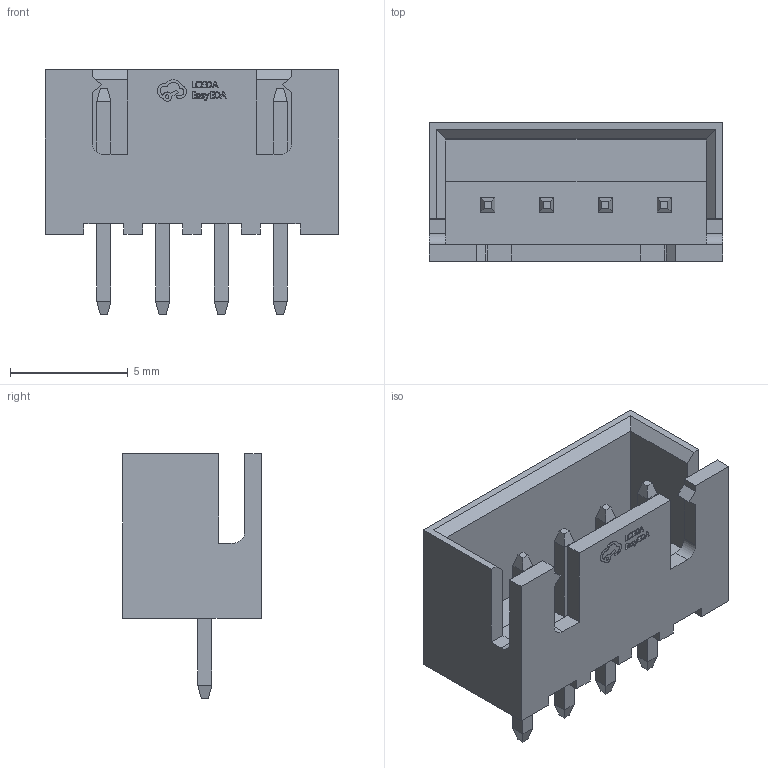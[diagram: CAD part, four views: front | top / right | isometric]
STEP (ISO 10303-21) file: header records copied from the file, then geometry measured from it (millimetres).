
FILE_DESCRIPTION (( 'STEP AP214' ), '1' );
FILE_NAME ('CONN-TH_WF-1A254A4P-R.STEP', '2024-11-14T08:27:47', ( 'User' ), ( 'China' ), 'SwSTEP 2.0', 'SolidWorks 2020', '' );
FILE_SCHEMA (( 'AUTOMOTIVE_DESIGN' ));
Length unit declared in the file: millimetre
Products named in the file (1): CONN-TH_WF-1A254A4P-R
Bounding box: 12.5 x 5.91 x 10.4 mm (x, y, z)
Volume: 236.8 mm3; surface area: 638.5 mm2
Topology: 1 solids, 1 shells, 351 faces, 932 edges, 610 vertices
Faces by surface type: plane 249, bspline 98, cylinder 4
Entity records: 15129 total; most frequent: CARTESIAN_POINT 3200, ORIENTED_EDGE 1864, DIRECTION 1248, EDGE_CURVE 932, VECTOR 724, LINE 724, VERTEX_POINT 610, EDGE_LOOP 378
